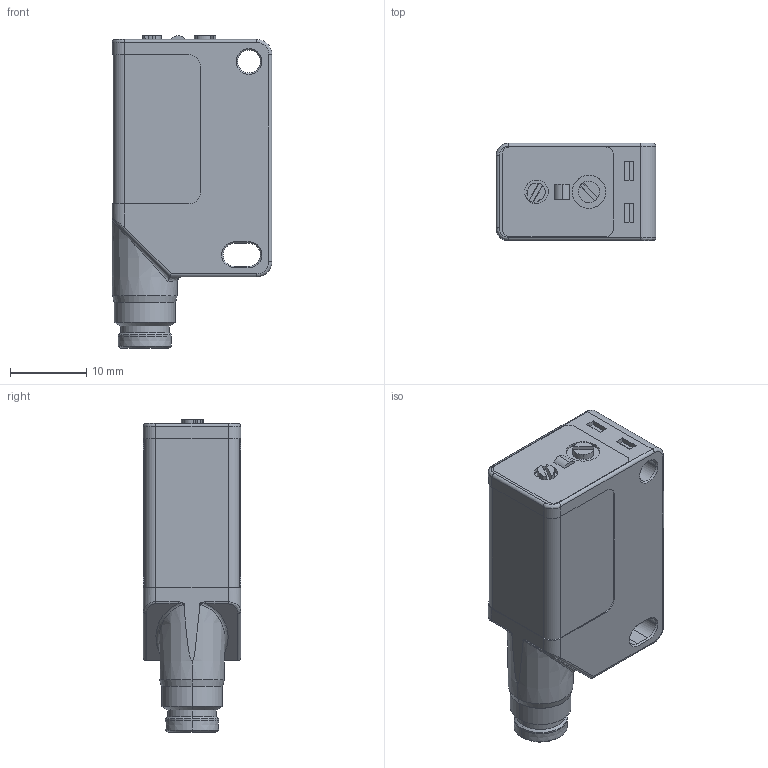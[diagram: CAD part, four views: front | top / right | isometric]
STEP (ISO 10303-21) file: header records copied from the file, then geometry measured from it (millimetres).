
FILE_DESCRIPTION (( 'STEP AP214' ), '1' );
FILE_NAME ('QMRS-0N-0F.step', '2018-04-12T20:55:29', ( '' ), ( '' ), 'SwSTEP 2.0', 'SolidWorks 2017', '' );
FILE_SCHEMA (( 'AUTOMOTIVE_DESIGN' ));
Length unit declared in the file: inch
Products named in the file (1): QMRS-0N-0F
Bounding box: 21 x 12.8 x 41.1 mm (x, y, z)
Volume: 7670.4 mm3; surface area: 4981.3 mm2
Topology: 7 solids, 10 shells, 262 faces, 627 edges, 398 vertices
Faces by surface type: plane 123, cylinder 92, cone 33, bspline 14
Entity records: 12470 total; most frequent: CARTESIAN_POINT 2834, DIRECTION 1296, ORIENTED_EDGE 1254, EDGE_CURVE 627, AXIS2_PLACEMENT_3D 473, VERTEX_POINT 398, VECTOR 350, LINE 350
